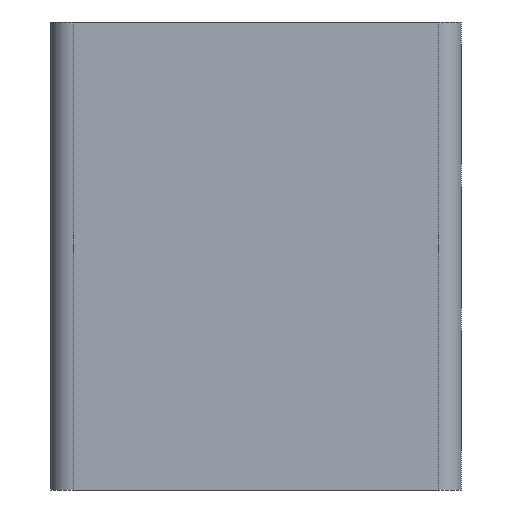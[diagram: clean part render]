
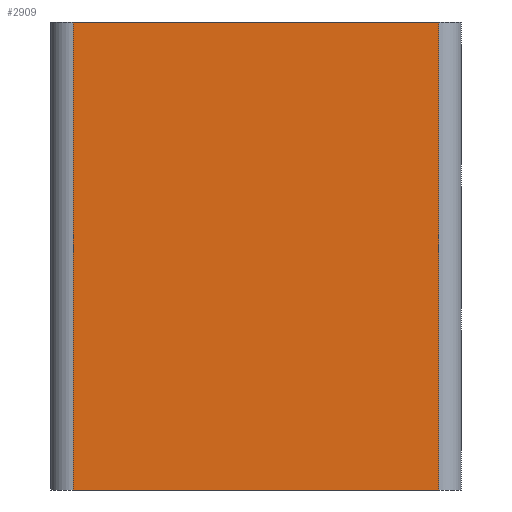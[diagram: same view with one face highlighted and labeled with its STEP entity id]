
A CAD part, left-side view. The second image highlights one B-rep face of the part: STEP entity #2909.
In plain terms, the highlighted planar face has unit normal (-1, 0, 0).
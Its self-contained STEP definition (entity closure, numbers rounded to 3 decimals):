
#22=DIRECTION('',(0.,-1.,0.));
#23=VECTOR('',#22,12.8);
#24=CARTESIAN_POINT('',(-6.75,6.4,-13.9));
#25=LINE('',#24,#23);
#473=DIRECTION('',(0.,0.,-1.));
#474=VECTOR('',#473,16.4);
#475=CARTESIAN_POINT('',(-6.75,6.4,2.5));
#476=LINE('',#475,#474);
#477=DIRECTION('',(0.,0.,-1.));
#478=VECTOR('',#477,16.4);
#479=CARTESIAN_POINT('',(-6.75,-6.4,2.5));
#480=LINE('',#479,#478);
#513=DIRECTION('',(0.,-1.,0.));
#514=VECTOR('',#513,12.8);
#515=CARTESIAN_POINT('',(-6.75,6.4,2.5));
#516=LINE('',#515,#514);
#2044=CARTESIAN_POINT('',(-6.75,6.4,-13.9));
#2046=VERTEX_POINT('',#2044);
#2050=CARTESIAN_POINT('',(-6.75,6.4,2.5));
#2051=VERTEX_POINT('',#2050);
#2061=CARTESIAN_POINT('',(-6.75,-6.4,-13.9));
#2063=VERTEX_POINT('',#2061);
#2064=CARTESIAN_POINT('',(-6.75,-6.4,2.5));
#2065=VERTEX_POINT('',#2064);
#2897=CARTESIAN_POINT('',(-6.75,7.2,-13.9));
#2898=DIRECTION('',(-1.,0.,0.));
#2899=DIRECTION('',(0.,-1.,0.));
#2900=AXIS2_PLACEMENT_3D('',#2897,#2898,#2899);
#2901=PLANE('',#2900);
#2902=ORIENTED_EDGE('',*,*,#2592,.F.);
#2904=ORIENTED_EDGE('',*,*,#2903,.T.);
#2905=ORIENTED_EDGE('',*,*,#2889,.T.);
#2906=ORIENTED_EDGE('',*,*,#2565,.F.);
#2907=EDGE_LOOP('',(#2902,#2904,#2905,#2906));
#2908=FACE_OUTER_BOUND('',#2907,.F.);
#2565=EDGE_CURVE('',#2046,#2063,#25,.T.);
#2592=EDGE_CURVE('',#2051,#2046,#476,.T.);
#2889=EDGE_CURVE('',#2065,#2063,#480,.T.);
#2903=EDGE_CURVE('',#2051,#2065,#516,.T.);
#2909=ADVANCED_FACE('',(#2908),#2901,.T.);
